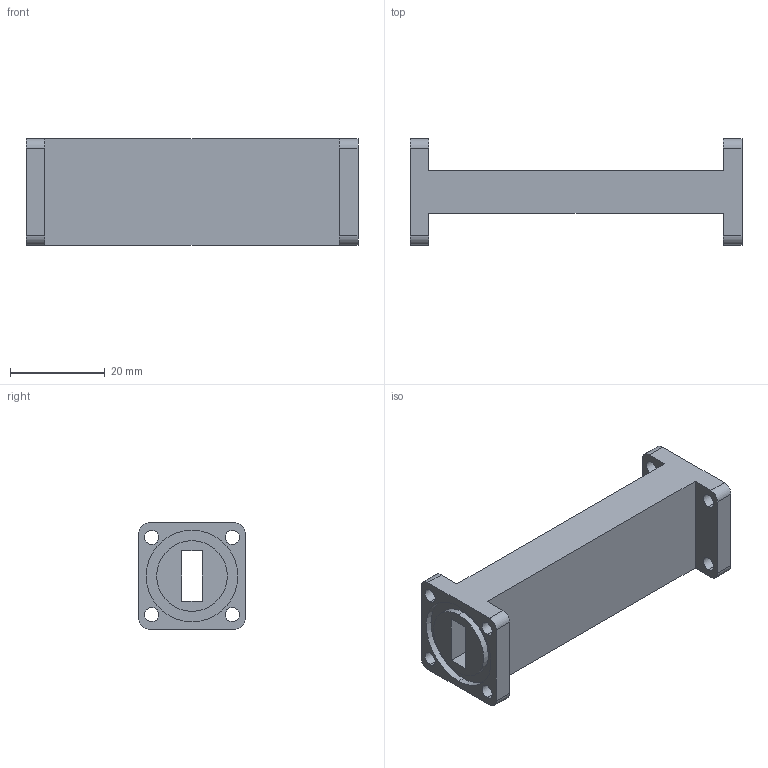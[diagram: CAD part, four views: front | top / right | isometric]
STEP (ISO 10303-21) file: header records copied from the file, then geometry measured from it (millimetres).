
FILE_DESCRIPTION (( 'STEP AP214' ), '1' );
FILE_NAME ('FMW42F013_3D.step', '2023-06-15T15:13:55', ( '' ), ( '' ), 'SwSTEP 2.0', 'SolidWorks 2022', '' );
FILE_SCHEMA (( 'AUTOMOTIVE_DESIGN' ));
Length unit declared in the file: inch
Products named in the file (1): FMW42F013_3D
Bounding box: 70 x 22.4 x 22.4 mm (x, y, z)
Volume: 12693.7 mm3; surface area: 9298.4 mm2
Topology: 1 solids, 1 shells, 566 faces, 1490 edges, 984 vertices
Faces by surface type: plane 300, cone 126, cylinder 112, bspline 28
Entity records: 28158 total; most frequent: CARTESIAN_POINT 14801, ORIENTED_EDGE 2980, DIRECTION 2512, EDGE_CURVE 1490, VERTEX_POINT 984, AXIS2_PLACEMENT_3D 959, EDGE_LOOP 642, VECTOR 594
